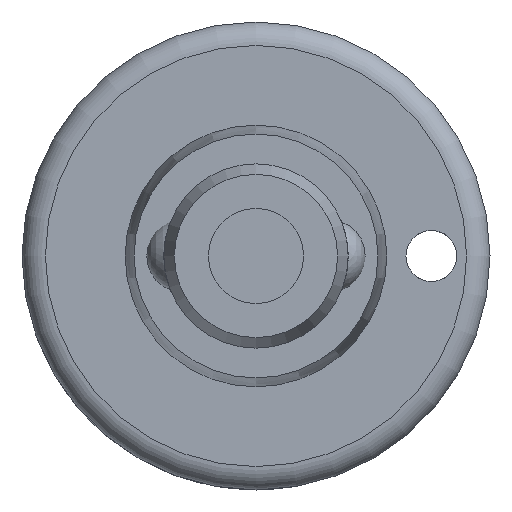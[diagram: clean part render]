
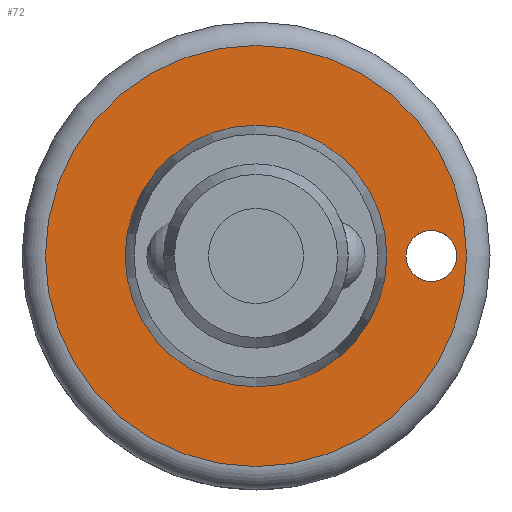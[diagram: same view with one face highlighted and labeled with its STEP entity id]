
A CAD part, front view. The second image highlights one B-rep face of the part: STEP entity #72.
In plain terms, the highlighted planar face has unit normal (0, -1, 0).
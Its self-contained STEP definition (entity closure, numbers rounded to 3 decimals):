
#72 = ADVANCED_FACE( '', ( #158, #159, #160 ), #161, .F. );
#158 = FACE_OUTER_BOUND( '', #246, .T. );
#159 = FACE_BOUND( '', #247, .T. );
#160 = FACE_BOUND( '', #248, .T. );
#161 = PLANE( '', #249 );
#246 = EDGE_LOOP( '', ( #359 ) );
#247 = EDGE_LOOP( '', ( #360 ) );
#248 = EDGE_LOOP( '', ( #361 ) );
#249 = AXIS2_PLACEMENT_3D( '', #362, #363, #364 );
#359 = ORIENTED_EDGE( '', *, *, #430, .F. );
#360 = ORIENTED_EDGE( '', *, *, #400, .T. );
#361 = ORIENTED_EDGE( '', *, *, #402, .T. );
#362 = CARTESIAN_POINT( '', ( -7.1, 17.58, 0. ) );
#363 = DIRECTION( '', ( 0., 1., 0. ) );
#364 = DIRECTION( '', ( 0., 0., 1. ) );
#400 = EDGE_CURVE( '', #447, #447, #448, .T. );
#402 = EDGE_CURVE( '', #450, #450, #451, .T. );
#430 = EDGE_CURVE( '', #491, #491, #492, .T. );
#447 = VERTEX_POINT( '', #533 );
#448 = CIRCLE( '', #534, 1.38 );
#450 = VERTEX_POINT( '', #536 );
#451 = CIRCLE( '', #537, 7.1 );
#491 = VERTEX_POINT( '', #683 );
#492 = CIRCLE( '', #684, 11.43 );
#533 = CARTESIAN_POINT( '', ( 9.52, 17.58, 1.38 ) );
#534 = AXIS2_PLACEMENT_3D( '', #699, #700, #701 );
#536 = CARTESIAN_POINT( '', ( 0., 17.58, 7.1 ) );
#537 = AXIS2_PLACEMENT_3D( '', #702, #703, #704 );
#683 = CARTESIAN_POINT( '', ( 0., 17.58, 11.43 ) );
#684 = AXIS2_PLACEMENT_3D( '', #741, #742, #743 );
#699 = CARTESIAN_POINT( '', ( 9.52, 17.58, 0. ) );
#700 = DIRECTION( '', ( 0., 1., 0. ) );
#701 = DIRECTION( '', ( 0., 0., 1. ) );
#702 = CARTESIAN_POINT( '', ( 0., 17.58, 0. ) );
#703 = DIRECTION( '', ( 0., 1., 0. ) );
#704 = DIRECTION( '', ( 0., 0., 1. ) );
#741 = CARTESIAN_POINT( '', ( 0., 17.58, 0. ) );
#742 = DIRECTION( '', ( 0., 1., 0. ) );
#743 = DIRECTION( '', ( 0., 0., 1. ) );
